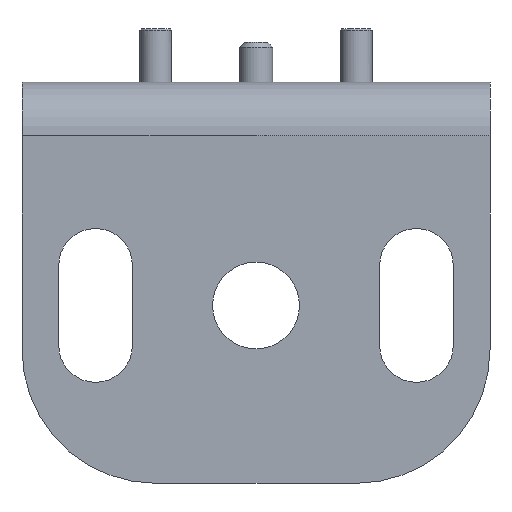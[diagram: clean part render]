
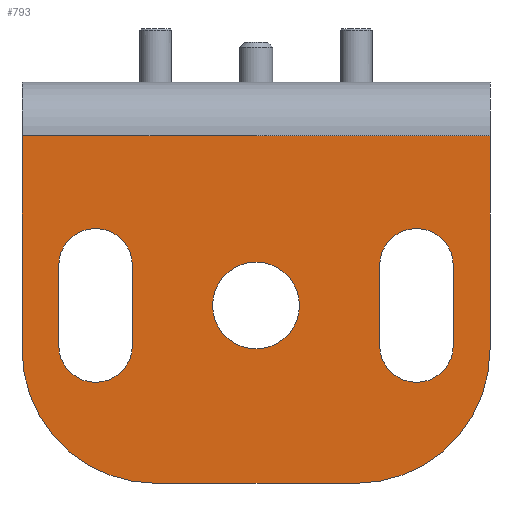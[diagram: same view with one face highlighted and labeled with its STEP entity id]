
A CAD part, front view. The second image highlights one B-rep face of the part: STEP entity #793.
In plain terms, the highlighted planar face has unit normal (0, -1, 0).
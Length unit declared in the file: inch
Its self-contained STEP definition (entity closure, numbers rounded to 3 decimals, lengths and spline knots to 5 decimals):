
#58 = CARTESIAN_POINT ( 'NONE',  ( -0.58071, 0., 0. ) ) ;
#81 = VERTEX_POINT ( 'NONE', #1945 ) ;
#82 = VECTOR ( 'NONE', #107, 39.37008 ) ;
#107 = DIRECTION ( 'NONE',  ( -1., 0., 0. ) ) ;
#119 = VERTEX_POINT ( 'NONE', #3846 ) ;
#142 = ORIENTED_EDGE ( 'NONE', *, *, #3587, .T. ) ;
#146 = CARTESIAN_POINT ( 'NONE',  ( -0.47244, 0., 0.46063 ) ) ;
#168 = CIRCLE ( 'NONE', #3963, 0.10827 ) ;
#206 = EDGE_CURVE ( 'NONE', #504, #81, #3227, .T. ) ;
#260 = CARTESIAN_POINT ( 'NONE',  ( 0.36417, 0., 0.69685 ) ) ;
#273 = CARTESIAN_POINT ( 'NONE',  ( 0.68898, 0., 0.07874 ) ) ;
#290 = ORIENTED_EDGE ( 'NONE', *, *, #2166, .T. ) ;
#301 = ORIENTED_EDGE ( 'NONE', *, *, #2178, .T. ) ;
#315 = CARTESIAN_POINT ( 'NONE',  ( -0.47244, 0., 0.69685 ) ) ;
#333 = EDGE_CURVE ( 'NONE', #81, #1141, #2974, .T. ) ;
#358 = EDGE_CURVE ( 'NONE', #1306, #504, #555, .T. ) ;
#446 = ORIENTED_EDGE ( 'NONE', *, *, #2119, .T. ) ;
#476 = EDGE_CURVE ( 'NONE', #3701, #3098, #3060, .T. ) ;
#493 = VECTOR ( 'NONE', #3084, 39.37008 ) ;
#504 = VERTEX_POINT ( 'NONE', #1482 ) ;
#542 = DIRECTION ( 'NONE',  ( 0., 0., 1. ) ) ;
#555 = CIRCLE ( 'NONE', #3759, 0.10827 ) ;
#558 = VECTOR ( 'NONE', #2436, 39.37008 ) ;
#633 = CARTESIAN_POINT ( 'NONE',  ( 0.68898, 0., 0.07874 ) ) ;
#685 = AXIS2_PLACEMENT_3D ( 'NONE', #3011, #1454, #542 ) ;
#686 = VECTOR ( 'NONE', #1698, 39.37008 ) ;
#709 = DIRECTION ( 'NONE',  ( 0., 0., 1. ) ) ;
#755 = CIRCLE ( 'NONE', #685, 0.10827 ) ;
#793 = ADVANCED_FACE ( 'NONE', ( #1329, #1370, #1649, #2276 ), #2936, .T. ) ;
#800 = EDGE_LOOP ( 'NONE', ( #2194, #2386, #2336, #855 ) ) ;
#855 = ORIENTED_EDGE ( 'NONE', *, *, #333, .T. ) ;
#881 = AXIS2_PLACEMENT_3D ( 'NONE', #315, #1546, #944 ) ;
#885 = AXIS2_PLACEMENT_3D ( 'NONE', #3582, #1140, #2339 ) ;
#940 = VERTEX_POINT ( 'NONE', #3848 ) ;
#944 = DIRECTION ( 'NONE',  ( 0., 0., 1. ) ) ;
#959 = EDGE_CURVE ( 'NONE', #3535, #3799, #2355, .T. ) ;
#968 = ORIENTED_EDGE ( 'NONE', *, *, #3944, .T. ) ;
#986 = EDGE_CURVE ( 'NONE', #3799, #2805, #1417, .T. ) ;
#988 = CARTESIAN_POINT ( 'NONE',  ( -0.68898, 0., 0.07874 ) ) ;
#1055 = CARTESIAN_POINT ( 'NONE',  ( 0.29528, 0., 0.70866 ) ) ;
#1140 = DIRECTION ( 'NONE',  ( 0., -1., 0. ) ) ;
#1141 = VERTEX_POINT ( 'NONE', #4043 ) ;
#1228 = EDGE_CURVE ( 'NONE', #1141, #1306, #2313, .T. ) ;
#1306 = VERTEX_POINT ( 'NONE', #1366 ) ;
#1327 = ORIENTED_EDGE ( 'NONE', *, *, #3274, .T. ) ;
#1329 = FACE_BOUND ( 'NONE', #800, .T. ) ;
#1366 = CARTESIAN_POINT ( 'NONE',  ( -0.36417, 0., 0.46063 ) ) ;
#1370 = FACE_BOUND ( 'NONE', #3637, .T. ) ;
#1386 = CARTESIAN_POINT ( 'NONE',  ( -0.36417, 0., 0. ) ) ;
#1417 = LINE ( 'NONE', #273, #558 ) ;
#1449 = VERTEX_POINT ( 'NONE', #2792 ) ;
#1454 = DIRECTION ( 'NONE',  ( 0., 1., 0. ) ) ;
#1471 = VECTOR ( 'NONE', #1645, 39.37008 ) ;
#1480 = CARTESIAN_POINT ( 'NONE',  ( 0.58071, 0., 0.46063 ) ) ;
#1482 = CARTESIAN_POINT ( 'NONE',  ( -0.58071, 0., 0.46063 ) ) ;
#1546 = DIRECTION ( 'NONE',  ( 0., 1., 0. ) ) ;
#1635 = AXIS2_PLACEMENT_3D ( 'NONE', #3222, #1647, #3529 ) ;
#1645 = DIRECTION ( 'NONE',  ( 0., 0., -1. ) ) ;
#1647 = DIRECTION ( 'NONE',  ( 0., 1., 0. ) ) ;
#1649 = FACE_BOUND ( 'NONE', #4006, .T. ) ;
#1698 = DIRECTION ( 'NONE',  ( 0., 0., -1. ) ) ;
#1828 = CARTESIAN_POINT ( 'NONE',  ( 0.58071, 0., 0. ) ) ;
#1866 = VERTEX_POINT ( 'NONE', #260 ) ;
#1925 = AXIS2_PLACEMENT_3D ( 'NONE', #2579, #3843, #3530 ) ;
#1945 = CARTESIAN_POINT ( 'NONE',  ( -0.58071, 0., 0.69685 ) ) ;
#1955 = CARTESIAN_POINT ( 'NONE',  ( 0.36417, 0., 0. ) ) ;
#1958 = LINE ( 'NONE', #2910, #82 ) ;
#1985 = ORIENTED_EDGE ( 'NONE', *, *, #2896, .T. ) ;
#1986 = CARTESIAN_POINT ( 'NONE',  ( -0.68898, 0., 0.70866 ) ) ;
#2053 = CARTESIAN_POINT ( 'NONE',  ( -0.68898, 0., 0. ) ) ;
#2091 = LINE ( 'NONE', #3945, #3286 ) ;
#2100 = AXIS2_PLACEMENT_3D ( 'NONE', #1055, #2333, #3841 ) ;
#2119 = EDGE_CURVE ( 'NONE', #1866, #3701, #755, .T. ) ;
#2161 = VECTOR ( 'NONE', #709, 39.37008 ) ;
#2166 = EDGE_CURVE ( 'NONE', #2663, #3535, #2644, .T. ) ;
#2178 = EDGE_CURVE ( 'NONE', #3098, #119, #168, .T. ) ;
#2194 = ORIENTED_EDGE ( 'NONE', *, *, #1228, .T. ) ;
#2276 = FACE_OUTER_BOUND ( 'NONE', #3389, .T. ) ;
#2288 = LINE ( 'NONE', #1955, #2161 ) ;
#2313 = LINE ( 'NONE', #1386, #1471 ) ;
#2333 = DIRECTION ( 'NONE',  ( 0., -1., 0. ) ) ;
#2335 = CARTESIAN_POINT ( 'NONE',  ( -0.29528, 0., 1.10236 ) ) ;
#2336 = ORIENTED_EDGE ( 'NONE', *, *, #206, .T. ) ;
#2339 = DIRECTION ( 'NONE',  ( -1., 0., 0. ) ) ;
#2355 = LINE ( 'NONE', #2053, #686 ) ;
#2386 = ORIENTED_EDGE ( 'NONE', *, *, #358, .T. ) ;
#2436 = DIRECTION ( 'NONE',  ( 1., 0., 0. ) ) ;
#2579 = CARTESIAN_POINT ( 'NONE',  ( 0.68898, 0., 0. ) ) ;
#2635 = DIRECTION ( 'NONE',  ( 0., 0., 1. ) ) ;
#2644 = CIRCLE ( 'NONE', #885, 0.3937 ) ;
#2657 = ORIENTED_EDGE ( 'NONE', *, *, #986, .T. ) ;
#2663 = VERTEX_POINT ( 'NONE', #2335 ) ;
#2675 = DIRECTION ( 'NONE',  ( 0., 1., 0. ) ) ;
#2705 = VECTOR ( 'NONE', #3187, 39.37008 ) ;
#2792 = CARTESIAN_POINT ( 'NONE',  ( 0.68898, 0., 0.70866 ) ) ;
#2793 = ORIENTED_EDGE ( 'NONE', *, *, #476, .T. ) ;
#2805 = VERTEX_POINT ( 'NONE', #633 ) ;
#2819 = CARTESIAN_POINT ( 'NONE',  ( 0.58071, 0., 0.69685 ) ) ;
#2896 = EDGE_CURVE ( 'NONE', #119, #1866, #2288, .T. ) ;
#2910 = CARTESIAN_POINT ( 'NONE',  ( 0.68898, 0., 1.10236 ) ) ;
#2936 = PLANE ( 'NONE',  #1925 ) ;
#2974 = CIRCLE ( 'NONE', #881, 0.10827 ) ;
#3011 = CARTESIAN_POINT ( 'NONE',  ( 0.47244, 0., 0.69685 ) ) ;
#3060 = LINE ( 'NONE', #1828, #493 ) ;
#3084 = DIRECTION ( 'NONE',  ( 0., 0., -1. ) ) ;
#3098 = VERTEX_POINT ( 'NONE', #1480 ) ;
#3142 = ORIENTED_EDGE ( 'NONE', *, *, #3628, .T. ) ;
#3187 = DIRECTION ( 'NONE',  ( 0., 0., 1. ) ) ;
#3222 = CARTESIAN_POINT ( 'NONE',  ( 0., 0., 0.57874 ) ) ;
#3227 = LINE ( 'NONE', #58, #2705 ) ;
#3271 = DIRECTION ( 'NONE',  ( 0., 1., 0. ) ) ;
#3274 = EDGE_CURVE ( 'NONE', #2805, #1449, #2091, .T. ) ;
#3286 = VECTOR ( 'NONE', #3346, 39.37008 ) ;
#3291 = CARTESIAN_POINT ( 'NONE',  ( 0., 0., 0.70669 ) ) ;
#3311 = CARTESIAN_POINT ( 'NONE',  ( 0.47244, 0., 0.46063 ) ) ;
#3346 = DIRECTION ( 'NONE',  ( 0., 0., 1. ) ) ;
#3354 = VERTEX_POINT ( 'NONE', #3291 ) ;
#3389 = EDGE_LOOP ( 'NONE', ( #4050, #2657, #1327, #3142, #968, #290 ) ) ;
#3416 = CIRCLE ( 'NONE', #1635, 0.12795 ) ;
#3477 = CIRCLE ( 'NONE', #2100, 0.3937 ) ;
#3529 = DIRECTION ( 'NONE',  ( 0., 0., 1. ) ) ;
#3530 = DIRECTION ( 'NONE',  ( 0., 0., 1. ) ) ;
#3535 = VERTEX_POINT ( 'NONE', #1986 ) ;
#3582 = CARTESIAN_POINT ( 'NONE',  ( -0.29528, 0., 0.70866 ) ) ;
#3587 = EDGE_CURVE ( 'NONE', #3354, #3354, #3416, .T. ) ;
#3628 = EDGE_CURVE ( 'NONE', #1449, #940, #3477, .T. ) ;
#3637 = EDGE_LOOP ( 'NONE', ( #142 ) ) ;
#3701 = VERTEX_POINT ( 'NONE', #2819 ) ;
#3759 = AXIS2_PLACEMENT_3D ( 'NONE', #146, #2675, #2635 ) ;
#3799 = VERTEX_POINT ( 'NONE', #988 ) ;
#3841 = DIRECTION ( 'NONE',  ( -1., 0., 0. ) ) ;
#3843 = DIRECTION ( 'NONE',  ( 0., -1., 0. ) ) ;
#3846 = CARTESIAN_POINT ( 'NONE',  ( 0.36417, 0., 0.46063 ) ) ;
#3848 = CARTESIAN_POINT ( 'NONE',  ( 0.29528, 0., 1.10236 ) ) ;
#3944 = EDGE_CURVE ( 'NONE', #940, #2663, #1958, .T. ) ;
#3945 = CARTESIAN_POINT ( 'NONE',  ( 0.68898, 0., 0. ) ) ;
#3948 = DIRECTION ( 'NONE',  ( 0., 0., 1. ) ) ;
#3963 = AXIS2_PLACEMENT_3D ( 'NONE', #3311, #3271, #3948 ) ;
#4006 = EDGE_LOOP ( 'NONE', ( #2793, #301, #1985, #446 ) ) ;
#4043 = CARTESIAN_POINT ( 'NONE',  ( -0.36417, 0., 0.69685 ) ) ;
#4050 = ORIENTED_EDGE ( 'NONE', *, *, #959, .T. ) ;
